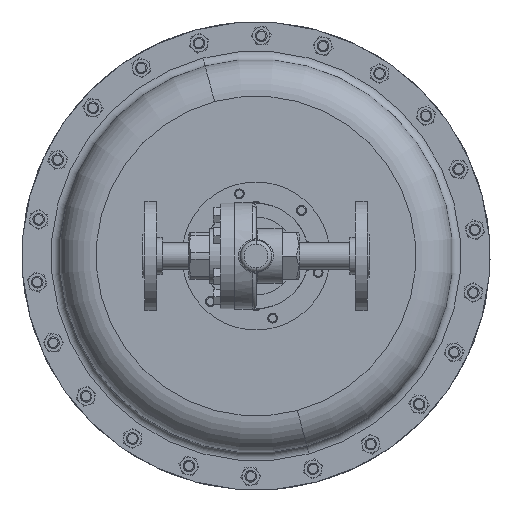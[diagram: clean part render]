
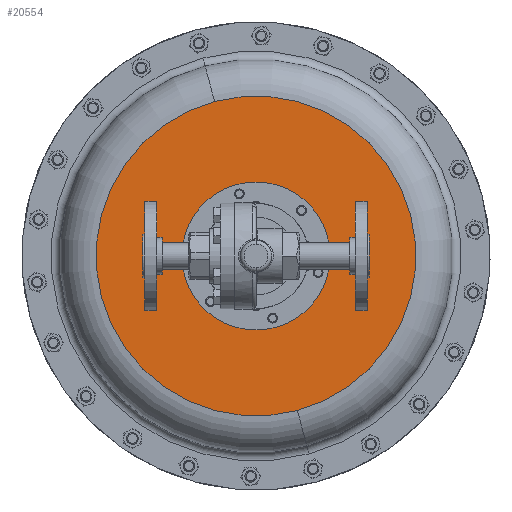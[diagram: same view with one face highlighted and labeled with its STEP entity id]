
A CAD part, front view. The second image highlights one B-rep face of the part: STEP entity #20554.
In plain terms, the highlighted planar face has unit normal (0, -1, 0).
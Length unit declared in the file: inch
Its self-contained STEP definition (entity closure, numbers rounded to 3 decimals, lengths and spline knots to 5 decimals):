
#2374 = FACE_BOUND ( 'NONE', #4810, .T. ) ;
#2698 = AXIS2_PLACEMENT_3D ( 'NONE', #4210, #12574, #31950 ) ;
#2822 = CARTESIAN_POINT ( 'NONE',  ( 0.18893, 9.34683, 8.10828 ) ) ;
#4210 = CARTESIAN_POINT ( 'NONE',  ( -3.43499, 9.34683, 1.83147 ) ) ;
#4810 = EDGE_LOOP ( 'NONE', ( #35846, #12447 ) ) ;
#5102 = CIRCLE ( 'NONE', #14898, 2.375 ) ;
#5304 = DIRECTION ( 'NONE',  ( -0.707, 0., 0.707 ) ) ;
#5588 = AXIS2_PLACEMENT_3D ( 'NONE', #31935, #15336, #34699 ) ;
#6960 = CARTESIAN_POINT ( 'NONE',  ( 1.51538, 9.34683, 3.15791 ) ) ;
#7128 = EDGE_CURVE ( 'NONE', #19044, #7474, #17327, .T. ) ;
#7179 = DIRECTION ( 'NONE',  ( 0., 1., 0. ) ) ;
#7474 = VERTEX_POINT ( 'NONE', #20222 ) ;
#8670 = EDGE_CURVE ( 'NONE', #7474, #19044, #5102, .T. ) ;
#9553 = VERTEX_POINT ( 'NONE', #26055 ) ;
#12447 = ORIENTED_EDGE ( 'NONE', *, *, #7128, .T. ) ;
#12574 = DIRECTION ( 'NONE',  ( 0., -1., 0. ) ) ;
#13221 = DIRECTION ( 'NONE',  ( 0., 1., 0. ) ) ;
#14898 = AXIS2_PLACEMENT_3D ( 'NONE', #6960, #7179, #5304 ) ;
#15336 = DIRECTION ( 'NONE',  ( 0., 1., 0. ) ) ;
#15370 = EDGE_CURVE ( 'NONE', #9553, #32555, #29963, .T. ) ;
#17327 = CIRCLE ( 'NONE', #20442, 2.375 ) ;
#19044 = VERTEX_POINT ( 'NONE', #31869 ) ;
#20154 = CIRCLE ( 'NONE', #24581, 5.125 ) ;
#20222 = CARTESIAN_POINT ( 'NONE',  ( 3.19475, 9.34683, 1.47853 ) ) ;
#20442 = AXIS2_PLACEMENT_3D ( 'NONE', #32917, #33405, #33524 ) ;
#20554 = ADVANCED_FACE ( 'NONE', ( #31011, #2374 ), #29184, .T. ) ;
#22044 = EDGE_LOOP ( 'NONE', ( #28178, #35800 ) ) ;
#24581 = AXIS2_PLACEMENT_3D ( 'NONE', #29839, #13221, #32603 ) ;
#26055 = CARTESIAN_POINT ( 'NONE',  ( 2.84182, 9.34683, -1.79246 ) ) ;
#28178 = ORIENTED_EDGE ( 'NONE', *, *, #15370, .F. ) ;
#29184 = PLANE ( 'NONE',  #2698 ) ;
#29839 = CARTESIAN_POINT ( 'NONE',  ( 1.51538, 9.34683, 3.15791 ) ) ;
#29963 = CIRCLE ( 'NONE', #5588, 5.125 ) ;
#31011 = FACE_OUTER_BOUND ( 'NONE', #22044, .T. ) ;
#31869 = CARTESIAN_POINT ( 'NONE',  ( -0.164, 9.34683, 4.83729 ) ) ;
#31935 = CARTESIAN_POINT ( 'NONE',  ( 1.51538, 9.34683, 3.15791 ) ) ;
#31950 = DIRECTION ( 'NONE',  ( -0.259, 0., 0.966 ) ) ;
#32364 = EDGE_CURVE ( 'NONE', #32555, #9553, #20154, .T. ) ;
#32555 = VERTEX_POINT ( 'NONE', #2822 ) ;
#32603 = DIRECTION ( 'NONE',  ( 0.259, 0., -0.966 ) ) ;
#32917 = CARTESIAN_POINT ( 'NONE',  ( 1.51538, 9.34683, 3.15791 ) ) ;
#33405 = DIRECTION ( 'NONE',  ( 0., 1., 0. ) ) ;
#33524 = DIRECTION ( 'NONE',  ( -0.707, 0., 0.707 ) ) ;
#34699 = DIRECTION ( 'NONE',  ( 0.259, 0., -0.966 ) ) ;
#35800 = ORIENTED_EDGE ( 'NONE', *, *, #32364, .F. ) ;
#35846 = ORIENTED_EDGE ( 'NONE', *, *, #8670, .T. ) ;
